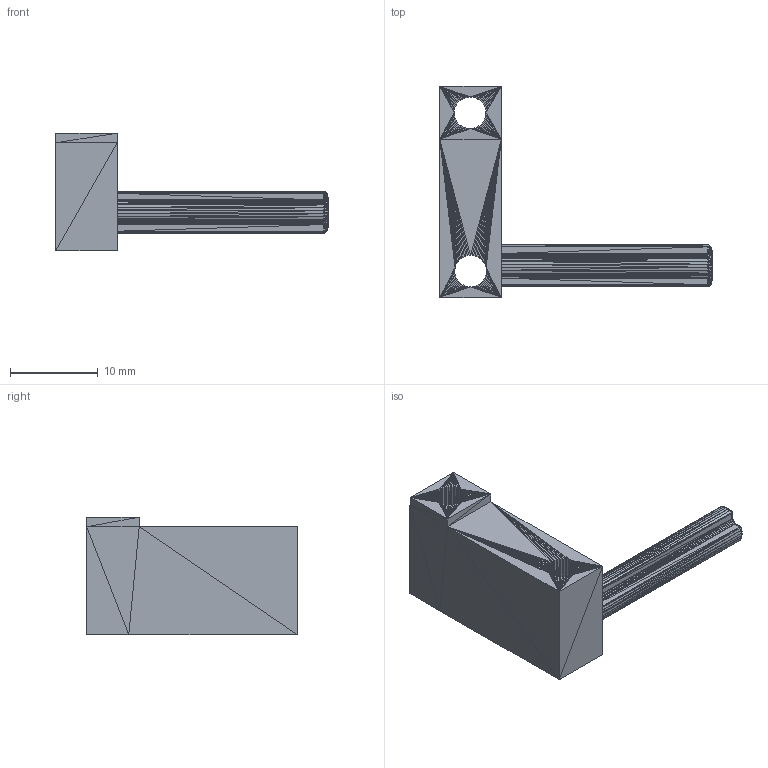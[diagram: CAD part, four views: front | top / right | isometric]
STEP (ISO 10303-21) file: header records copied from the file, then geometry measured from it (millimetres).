
FILE_DESCRIPTION((''),'2;1');
FILE_NAME('wheel-mount-right', '2025-01-27T13:14:16', (''), (''), 'ImageToStl.com STEP Converter','', '');
FILE_SCHEMA(('AUTOMOTIVE_DESIGN_CC2'));
Length unit declared in the file: metre
Products named in the file (1): product0
Bounding box: 31 x 24 x 13.4 mm (x, y, z)
Surface area: 1779.7 mm2 (no closed solid volume)
Topology: 0 solids, 2032 shells, 2032 faces, 6096 edges, 1014 vertices
Faces by surface type: plane 2032
Entity records: 46760 total; most frequent: DIRECTION 10162, ORIENTED_EDGE 6096, EDGE_CURVE 6096, LINE 6096, VECTOR 6096, AXIS2_PLACEMENT_3D 2033, FACE_SURFACE 2032, PLANE 2032
